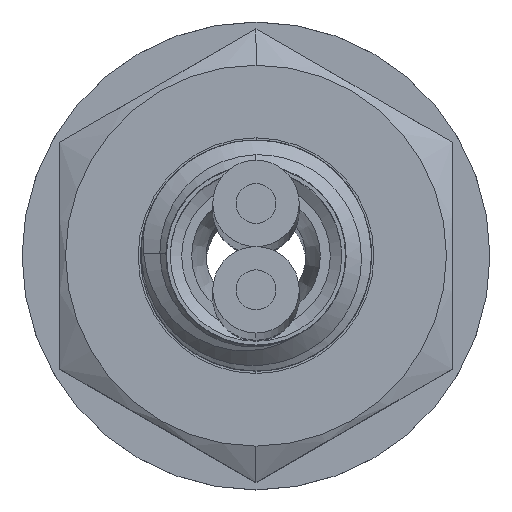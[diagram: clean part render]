
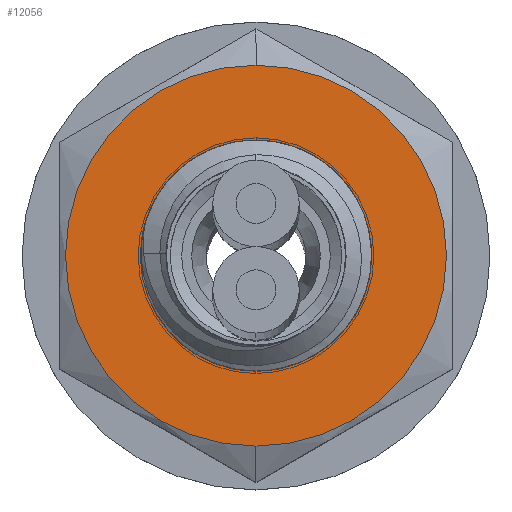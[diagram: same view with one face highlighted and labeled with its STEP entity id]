
A CAD part, top view. The second image highlights one B-rep face of the part: STEP entity #12056.
In plain terms, the highlighted face is planar.
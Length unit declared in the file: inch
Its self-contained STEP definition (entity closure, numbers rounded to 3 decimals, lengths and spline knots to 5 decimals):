
#11307=CARTESIAN_POINT('',(0.,0.13696,0.));
#11308=DIRECTION('',(0.,1.,0.));
#11309=DIRECTION('',(0.,0.,1.));
#11310=AXIS2_PLACEMENT_3D('',#11307,#11308,#11309);
#11320=CARTESIAN_POINT('',(0.,0.13696,0.));
#11321=DIRECTION('',(0.,1.,0.));
#11322=DIRECTION('',(0.,0.,-1.));
#11323=AXIS2_PLACEMENT_3D('',#11320,#11321,#11322);
#11918=CARTESIAN_POINT('',(0.,0.13696,0.));
#11919=DIRECTION('',(0.,-1.,0.));
#11920=DIRECTION('',(0.,0.,1.));
#11921=AXIS2_PLACEMENT_3D('',#11918,#11919,#11920);
#11927=CARTESIAN_POINT('',(0.,0.13696,0.));
#11928=DIRECTION('',(0.,-1.,0.));
#11929=DIRECTION('',(0.,0.,-1.));
#11930=AXIS2_PLACEMENT_3D('',#11927,#11928,#11929);
#11941=CARTESIAN_POINT('',(0.,0.13696,0.19093));
#11942=CARTESIAN_POINT('',(0.,0.13696,-0.19093));
#11943=VERTEX_POINT('',#11941);
#11944=VERTEX_POINT('',#11942);
#11973=CARTESIAN_POINT('',(0.,0.13696,-0.10462));
#11974=VERTEX_POINT('',#11973);
#11999=CARTESIAN_POINT('',(0.,0.13696,0.10462));
#12000=VERTEX_POINT('',#11999);
#12040=CARTESIAN_POINT('',(0.09843,0.13696,0.));
#12041=DIRECTION('',(0.,1.,0.));
#12042=DIRECTION('',(0.,0.,1.));
#12043=AXIS2_PLACEMENT_3D('',#12040,#12041,#12042);
#12044=PLANE('',#12043);
#12045=ORIENTED_EDGE('',*,*,#12025,.F.);
#12047=ORIENTED_EDGE('',*,*,#12046,.F.);
#12048=EDGE_LOOP('',(#12045,#12047));
#12049=FACE_OUTER_BOUND('',#12048,.F.);
#12051=ORIENTED_EDGE('',*,*,#12050,.F.);
#12053=ORIENTED_EDGE('',*,*,#12052,.F.);
#12054=EDGE_LOOP('',(#12051,#12053));
#12055=FACE_BOUND('',#12054,.F.);
#12056=ADVANCED_FACE('',(#12049,#12055),#12044,.T.);
#11311=CIRCLE('',#11310,0.19093);
#11324=CIRCLE('',#11323,0.19093);
#11922=CIRCLE('',#11921,0.10462);
#11931=CIRCLE('',#11930,0.10462);
#12025=EDGE_CURVE('',#11943,#11944,#11311,.T.);
#12046=EDGE_CURVE('',#11944,#11943,#11324,.T.);
#12050=EDGE_CURVE('',#11974,#12000,#11931,.T.);
#12052=EDGE_CURVE('',#12000,#11974,#11922,.T.);
